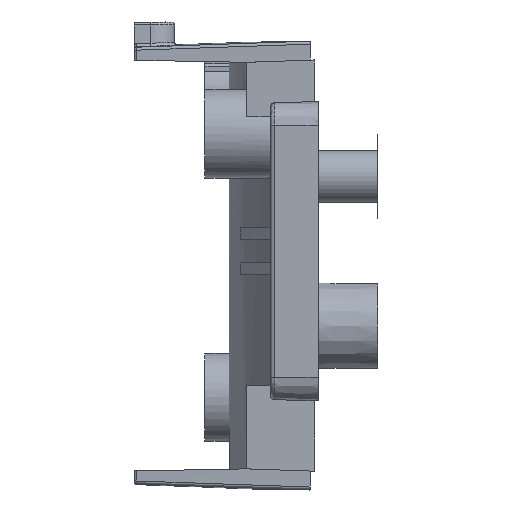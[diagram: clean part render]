
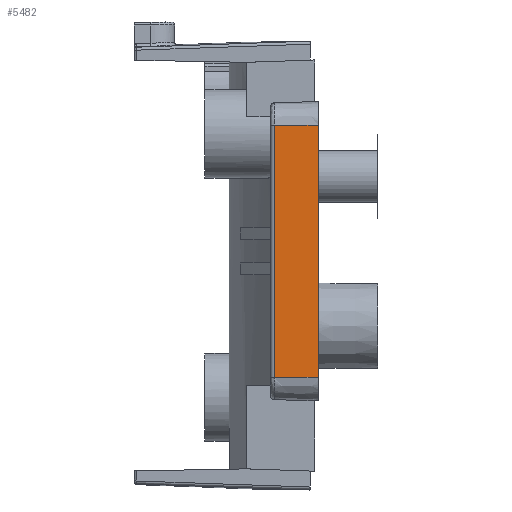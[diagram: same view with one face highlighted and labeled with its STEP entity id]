
A CAD part, left-side view. The second image highlights one B-rep face of the part: STEP entity #5482.
In plain terms, the highlighted planar face has unit normal (-1, 0.026, 0).
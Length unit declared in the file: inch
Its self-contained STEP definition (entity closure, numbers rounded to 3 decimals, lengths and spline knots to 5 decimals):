
#139=PLANE('',#5894);
#364=FACE_OUTER_BOUND('',#662,.T.);
#662=EDGE_LOOP('',(#3958,#3959,#3960,#3961));
#1159=LINE('',#9232,#1605);
#1264=LINE('',#10633,#1710);
#1265=LINE('',#10635,#1711);
#1266=LINE('',#10636,#1712);
#1605=VECTOR('',#6525,0.84259);
#1710=VECTOR('',#6744,0.3937);
#1711=VECTOR('',#6745,0.8426);
#1712=VECTOR('',#6746,0.3937);
#2284=VERTEX_POINT('',#9226);
#2286=VERTEX_POINT('',#9230);
#2404=VERTEX_POINT('',#10632);
#2405=VERTEX_POINT('',#10634);
#2859=EDGE_CURVE('',#2284,#2286,#1159,.T.);
#3002=EDGE_CURVE('',#2286,#2404,#1264,.T.);
#3003=EDGE_CURVE('',#2405,#2404,#1265,.T.);
#3004=EDGE_CURVE('',#2405,#2284,#1266,.T.);
#3958=ORIENTED_EDGE('',*,*,#3002,.T.);
#3959=ORIENTED_EDGE('',*,*,#3003,.F.);
#3960=ORIENTED_EDGE('',*,*,#3004,.T.);
#3961=ORIENTED_EDGE('',*,*,#2859,.T.);
#5482=ADVANCED_FACE('',(#364),#139,.T.);
#5894=AXIS2_PLACEMENT_3D('',#10631,#6742,#6743);
#6525=DIRECTION('',(0.,0.,-1.));
#6742=DIRECTION('center_axis',(-1.,0.026,0.));
#6743=DIRECTION('ref_axis',(0.,0.,1.));
#6744=DIRECTION('',(-0.026,-1.,0.));
#6745=DIRECTION('',(0.,0.,-1.));
#6746=DIRECTION('',(0.026,1.,0.));
#9226=CARTESIAN_POINT('',(-2.2164,-0.2506,-0.28071));
#9230=CARTESIAN_POINT('',(-2.2164,-0.2506,-1.1233));
#9232=CARTESIAN_POINT('',(-2.2164,-0.2506,-0.28071));
#10631=CARTESIAN_POINT('Origin',(-2.22021,-0.39596,-1.55755));
#10632=CARTESIAN_POINT('',(-2.22021,-0.39596,-1.1233));
#10633=CARTESIAN_POINT('',(-2.2164,-0.2506,-1.1233));
#10634=CARTESIAN_POINT('',(-2.22021,-0.39596,-0.2807));
#10635=CARTESIAN_POINT('',(-2.22021,-0.39596,-0.2807));
#10636=CARTESIAN_POINT('',(-2.22021,-0.39596,-0.2807));
